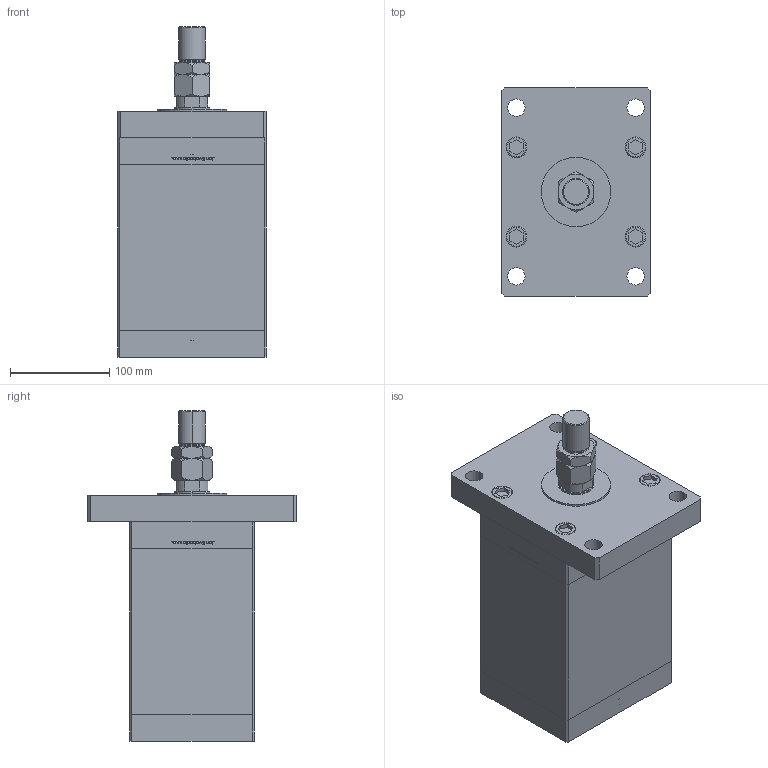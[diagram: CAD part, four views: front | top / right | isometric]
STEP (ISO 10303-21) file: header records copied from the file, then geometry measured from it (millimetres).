
FILE_DESCRIPTION (( 'STEP AP203' ), '1' );
FILE_NAME ('7aef.STEP', '2024-01-09T00:59:52', ( '' ), ( '' ), 'SwSTEP 2.0', 'SolidWorks 2019', '' );
FILE_SCHEMA (( 'CONFIG_CONTROL_DESIGN' ));
Length unit declared in the file: millimetre
Products named in the file (8): V220C_VC_F 98cbdf172934d2fdc0cadae6fcd9e1b3; V220C_FRONT_F 98cbdf172934d2fdc0cadae6fcd9e1b3; V220C_F_MIDDLE 98cbdf172934d2fdc0cadae6fcd9e1b3; 7aef; ALLEN BOLT 98cbdf172934d2fdc0cadae6fcd9e1b3; MTA 98cbdf172934d2fdc0cadae6fcd9e1b3; V220C_F 98cbdf172934d2fdc0cadae6fcd9e1b3; V220C BACK_F 98cbdf172934d2fdc0cadae6fcd9e1b3
Assembly tree (20 placements, depth 2):
  7aef
    V220C BACK_F 98cbdf172934d2fdc0cadae6fcd9e1b3
    V220C_F_MIDDLE 98cbdf172934d2fdc0cadae6fcd9e1b3
    V220C_FRONT_F 98cbdf172934d2fdc0cadae6fcd9e1b3
    V220C_F 98cbdf172934d2fdc0cadae6fcd9e1b3
    ALLEN BOLT 98cbdf172934d2fdc0cadae6fcd9e1b3  x14
    V220C_VC_F 98cbdf172934d2fdc0cadae6fcd9e1b3
    MTA 98cbdf172934d2fdc0cadae6fcd9e1b3
Bounding box: 150 x 210 x 333 mm (x, y, z)
Volume: 4425076.6 mm3; surface area: 480254.9 mm2
Topology: 20 solids, 20 shells, 1347 faces, 3313 edges, 2153 vertices
Faces by surface type: plane 528, bspline 484, cylinder 183, cone 90, torus 62
Entity records: 54883 total; most frequent: CARTESIAN_POINT 30942, ORIENTED_EDGE 5426, DIRECTION 3199, EDGE_CURVE 2713, VERTEX_POINT 1789, VECTOR 1379, LINE 1379, EDGE_LOOP 1242
